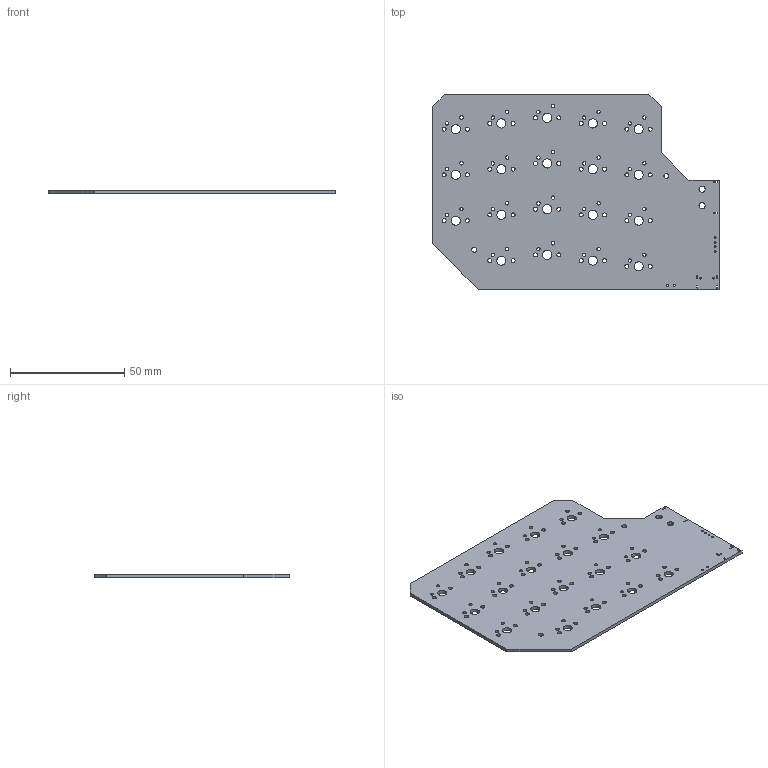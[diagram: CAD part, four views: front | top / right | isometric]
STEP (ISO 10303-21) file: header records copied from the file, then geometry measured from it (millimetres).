
FILE_DESCRIPTION(('KiCad electronic assembly'),'2;1');
FILE_NAME('Tastatur.step','2025-08-04T21:34:26',('Pcbnew'),('Kicad'), 'Open CASCADE STEP processor 7.9','KiCad to STEP converter','Unknown' );
FILE_SCHEMA(('AUTOMOTIVE_DESIGN { 1 0 10303 214 1 1 1 1 }'));
Length unit declared in the file: millimetre
Products named in the file (2): Tastatur 1; Tastatur_PCB
Assembly tree (1 placements, depth 2):
  Tastatur 1
    Tastatur_PCB
Bounding box: 125.5 x 85.05 x 1.51 mm (x, y, z)
Volume: 13802.8 mm3; surface area: 19935.1 mm2
Topology: 1 solids, 1 shells, 143 faces, 423 edges, 282 vertices
Faces by surface type: cylinder 119, plane 24
Full cylindrical faces by diameter (mm): 0.7 x2, 0.75 x4, 0.9 x2, 1.5 x38, 1.75 x38, 2.2 x2, 2.7 x2, 4 x19
Entity records: 5404 total; most frequent: DIRECTION 951, CARTESIAN_POINT 850, ORIENTED_EDGE 846, EDGE_CURVE 423, AXIS2_PLACEMENT_3D 383, FACE_BOUND 369, EDGE_LOOP 369, VERTEX_POINT 282
